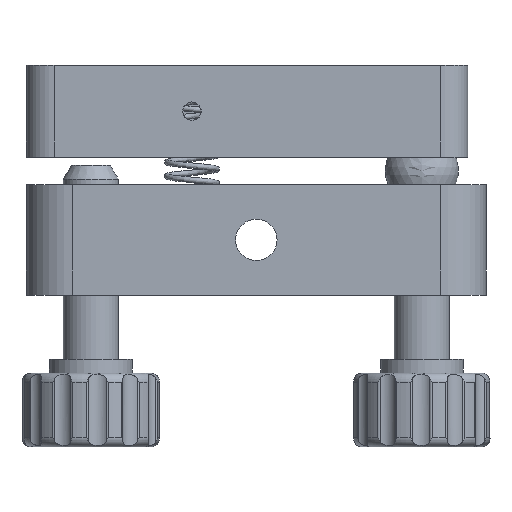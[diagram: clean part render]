
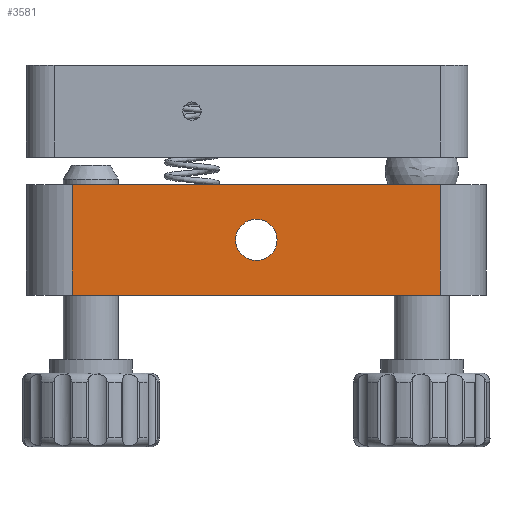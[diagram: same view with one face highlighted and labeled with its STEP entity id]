
A CAD part, front view. The second image highlights one B-rep face of the part: STEP entity #3581.
In plain terms, the highlighted planar face has unit normal (0, -1, 0).
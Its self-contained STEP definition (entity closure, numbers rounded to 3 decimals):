
#280 = VERTEX_POINT ( 'NONE', #3409 ) ;
#420 = VERTEX_POINT ( 'NONE', #9641 ) ;
#919 = DIRECTION ( 'NONE',  ( 1., 0., 0. ) ) ;
#1114 = EDGE_CURVE ( 'NONE', #280, #9881, #2685, .T. ) ;
#1134 = DIRECTION ( 'NONE',  ( 1., 0., 0. ) ) ;
#2343 = DIRECTION ( 'NONE',  ( 0., -1., 0. ) ) ;
#2685 = LINE ( 'NONE', #6399, #4375 ) ;
#2836 = EDGE_CURVE ( 'NONE', #280, #6793, #11725, .T. ) ;
#3077 = CARTESIAN_POINT ( 'NONE',  ( -20., -25., -15. ) ) ;
#3240 = CARTESIAN_POINT ( 'NONE',  ( -20., -25., -15. ) ) ;
#3360 = ORIENTED_EDGE ( 'NONE', *, *, #8229, .F. ) ;
#3409 = CARTESIAN_POINT ( 'NONE',  ( -20., -25., -15. ) ) ;
#3456 = CARTESIAN_POINT ( 'NONE',  ( -20., -25., -3. ) ) ;
#3581 = ADVANCED_FACE ( 'NONE', ( #11398, #4909 ), #3988, .T. ) ;
#3988 = PLANE ( 'NONE',  #4652 ) ;
#4375 = VECTOR ( 'NONE', #12016, 1000. ) ;
#4552 = LINE ( 'NONE', #8290, #7813 ) ;
#4613 = CARTESIAN_POINT ( 'NONE',  ( 20., -25., -3. ) ) ;
#4652 = AXIS2_PLACEMENT_3D ( 'NONE', #3077, #2343, #1134 ) ;
#4807 = DIRECTION ( 'NONE',  ( 1., 0., 0. ) ) ;
#4843 = CARTESIAN_POINT ( 'NONE',  ( 20., -25., -15. ) ) ;
#4909 = FACE_BOUND ( 'NONE', #9208, .T. ) ;
#4930 = CARTESIAN_POINT ( 'NONE',  ( 0., -25., -9. ) ) ;
#5368 = EDGE_CURVE ( 'NONE', #420, #420, #7046, .T. ) ;
#5636 = EDGE_CURVE ( 'NONE', #9881, #10979, #4552, .T. ) ;
#6018 = DIRECTION ( 'NONE',  ( 0., 1., 0. ) ) ;
#6325 = LINE ( 'NONE', #10074, #9347 ) ;
#6399 = CARTESIAN_POINT ( 'NONE',  ( -20., -25., -15. ) ) ;
#6793 = VERTEX_POINT ( 'NONE', #3456 ) ;
#6867 = EDGE_LOOP ( 'NONE', ( #3360, #8201, #9306, #9567 ) ) ;
#7046 = CIRCLE ( 'NONE', #9603, 2.25 ) ;
#7813 = VECTOR ( 'NONE', #12002, 1000. ) ;
#8201 = ORIENTED_EDGE ( 'NONE', *, *, #2836, .F. ) ;
#8229 = EDGE_CURVE ( 'NONE', #6793, #10979, #6325, .T. ) ;
#8290 = CARTESIAN_POINT ( 'NONE',  ( 20., -25., -15. ) ) ;
#8879 = ORIENTED_EDGE ( 'NONE', *, *, #5368, .T. ) ;
#9208 = EDGE_LOOP ( 'NONE', ( #8879 ) ) ;
#9306 = ORIENTED_EDGE ( 'NONE', *, *, #1114, .T. ) ;
#9324 = VECTOR ( 'NONE', #9724, 1000. ) ;
#9347 = VECTOR ( 'NONE', #919, 1000. ) ;
#9567 = ORIENTED_EDGE ( 'NONE', *, *, #5636, .T. ) ;
#9603 = AXIS2_PLACEMENT_3D ( 'NONE', #4930, #6018, #4807 ) ;
#9641 = CARTESIAN_POINT ( 'NONE',  ( 2.25, -25., -9. ) ) ;
#9724 = DIRECTION ( 'NONE',  ( 0., 0., 1. ) ) ;
#9881 = VERTEX_POINT ( 'NONE', #4843 ) ;
#10074 = CARTESIAN_POINT ( 'NONE',  ( -20., -25., -3. ) ) ;
#10979 = VERTEX_POINT ( 'NONE', #4613 ) ;
#11398 = FACE_OUTER_BOUND ( 'NONE', #6867, .T. ) ;
#11725 = LINE ( 'NONE', #3240, #9324 ) ;
#12002 = DIRECTION ( 'NONE',  ( 0., 0., 1. ) ) ;
#12016 = DIRECTION ( 'NONE',  ( 1., 0., 0. ) ) ;
